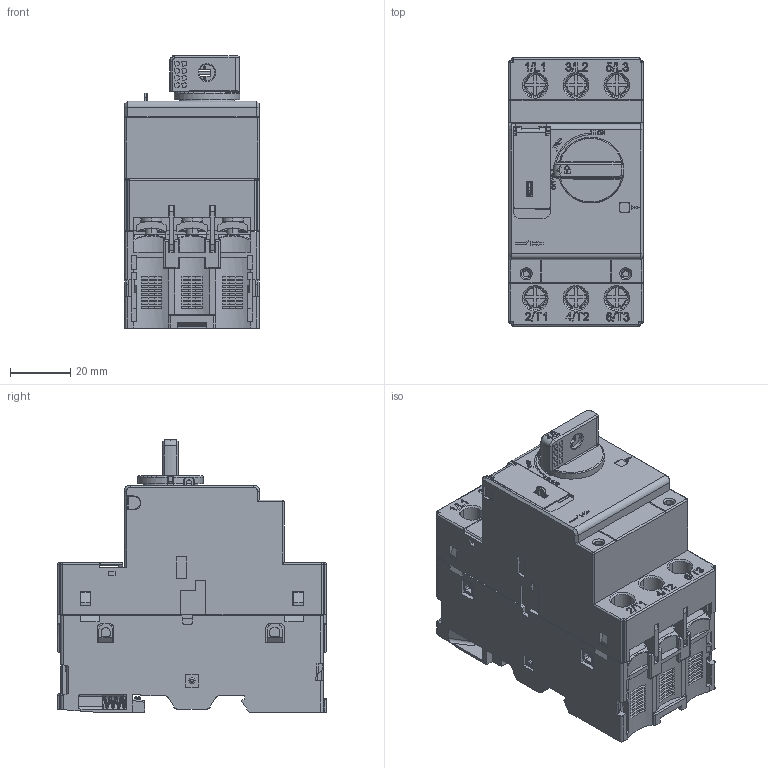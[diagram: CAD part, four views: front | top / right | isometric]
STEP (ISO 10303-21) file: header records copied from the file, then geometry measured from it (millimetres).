
FILE_DESCRIPTION((''),'2;1');
FILE_NAME('2299004500_SW0003','2025-06-05T',('li.xiao'),(''),'PRO/ENGINEER BY PARAMETRIC TECHNOLOGY CORPORATION, 2017170','PRO/ENGINEER BY PARAMETRIC TECHNOLOGY CORPORATION, 2017170','');
FILE_SCHEMA(('CONFIG_CONTROL_DESIGN'));
Products named in the file (1): 2299004500_SW0003
Bounding box: 44.5 x 89 x 90.7 mm (x, y, z)
Volume: 222540.4 mm3; surface area: 61396.8 mm2
Topology: 1 solids, 2 shells, 3862 faces, 10675 edges, 6910 vertices
Faces by surface type: plane 2594, cylinder 701, extrusion 257, bspline 102, torus 94, cone 84, sphere 30
Entity records: 138192 total; most frequent: CARTESIAN_POINT 40583, ORIENTED_EDGE 21334, DIRECTION 18555, EDGE_CURVE 10667, VECTOR 8059, LINE 7802, VERTEX_POINT 6910, AXIS2_PLACEMENT_3D 5248
